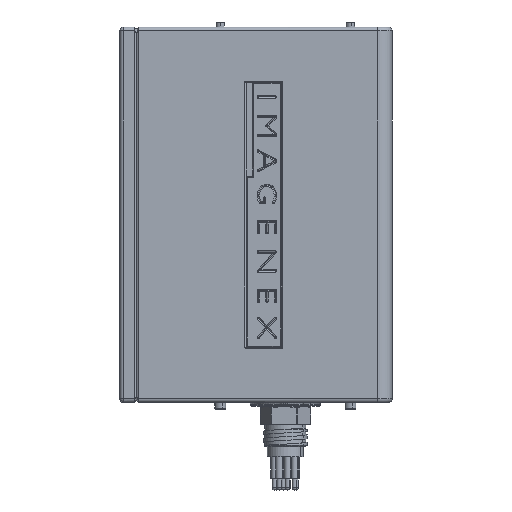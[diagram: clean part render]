
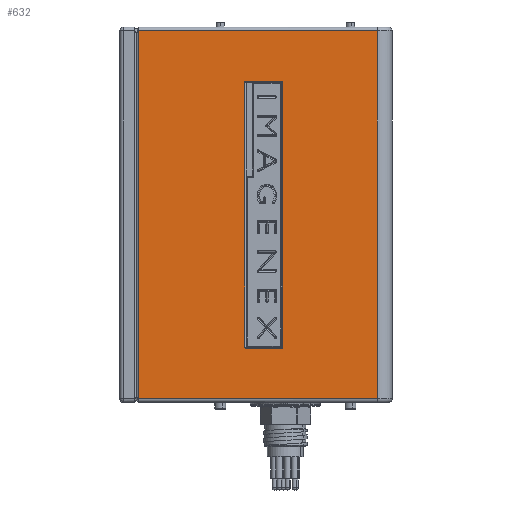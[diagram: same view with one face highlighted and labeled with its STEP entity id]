
A CAD part, left-side view. The second image highlights one B-rep face of the part: STEP entity #632.
In plain terms, the highlighted planar face has unit normal (-1, 0, 0).
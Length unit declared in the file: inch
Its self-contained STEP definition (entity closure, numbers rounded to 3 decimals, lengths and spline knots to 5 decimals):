
#438 = CARTESIAN_POINT ( 'NONE',  ( -3.625, -1.6175, -5.4575 ) ) ;
#632 = ADVANCED_FACE ( 'NONE', ( #29234, #38391 ), #36566, .F. ) ;
#921 = CARTESIAN_POINT ( 'NONE',  ( -3.625, -1.0175, -0.9375 ) ) ;
#1504 = CARTESIAN_POINT ( 'NONE',  ( -3.625, -0.9975, -5.4375 ) ) ;
#3275 = EDGE_CURVE ( 'NONE', #3921, #15468, #30986, .T. ) ;
#3333 = EDGE_LOOP ( 'NONE', ( #35607, #4074, #9360, #18984 ) ) ;
#3858 = DIRECTION ( 'NONE',  ( 0., 0., -1. ) ) ;
#3921 = VERTEX_POINT ( 'NONE', #438 ) ;
#3975 = CARTESIAN_POINT ( 'NONE',  ( -3.625, -0.9975, -0.9375 ) ) ;
#4036 = DIRECTION ( 'NONE',  ( 0., 0., 1. ) ) ;
#4074 = ORIENTED_EDGE ( 'NONE', *, *, #8090, .T. ) ;
#4457 = VECTOR ( 'NONE', #23048, 39.37008 ) ;
#4762 = CIRCLE ( 'NONE', #10647, 0.02 ) ;
#4774 = DIRECTION ( 'NONE',  ( -1., 0., 0. ) ) ;
#4997 = CARTESIAN_POINT ( 'NONE',  ( -3.625, 0., -0.9175 ) ) ;
#5129 = DIRECTION ( 'NONE',  ( 0., 1., 0. ) ) ;
#5246 = ORIENTED_EDGE ( 'NONE', *, *, #10265, .F. ) ;
#6017 = CIRCLE ( 'NONE', #14603, 0.02 ) ;
#6027 = CARTESIAN_POINT ( 'NONE',  ( -3.625, -1.6175, -0.9175 ) ) ;
#6667 = CARTESIAN_POINT ( 'NONE',  ( -3.625, 1.125, -6.312 ) ) ;
#7409 = LINE ( 'NONE', #29710, #39214 ) ;
#7623 = LINE ( 'NONE', #4997, #39439 ) ;
#7694 = CARTESIAN_POINT ( 'NONE',  ( -3.625, 0., -5.4575 ) ) ;
#7804 = VECTOR ( 'NONE', #28551, 39.37008 ) ;
#8090 = EDGE_CURVE ( 'NONE', #17870, #14967, #32208, .T. ) ;
#8185 = ORIENTED_EDGE ( 'NONE', *, *, #16337, .T. ) ;
#8669 = ORIENTED_EDGE ( 'NONE', *, *, #26035, .F. ) ;
#8858 = CARTESIAN_POINT ( 'NONE',  ( -3.625, -1.6175, -5.4375 ) ) ;
#9288 = DIRECTION ( 'NONE',  ( 1., 0., 0. ) ) ;
#9360 = ORIENTED_EDGE ( 'NONE', *, *, #14014, .T. ) ;
#9622 = EDGE_CURVE ( 'NONE', #14064, #3921, #38363, .T. ) ;
#9916 = CARTESIAN_POINT ( 'NONE',  ( -3.625, -1.6375, -0.9375 ) ) ;
#9979 = CARTESIAN_POINT ( 'NONE',  ( -3.625, -3.2475, 0. ) ) ;
#10048 = EDGE_LOOP ( 'NONE', ( #24601, #8669, #8185, #39504, #37569, #23556, #5246, #38493 ) ) ;
#10265 = EDGE_CURVE ( 'NONE', #15975, #15468, #18052, .T. ) ;
#10382 = CARTESIAN_POINT ( 'NONE',  ( -3.625, 1.125, -0.063 ) ) ;
#10647 = AXIS2_PLACEMENT_3D ( 'NONE', #27734, #9288, #30848 ) ;
#11223 = EDGE_CURVE ( 'NONE', #16439, #21281, #6017, .T. ) ;
#11259 = CARTESIAN_POINT ( 'NONE',  ( -3.625, -1.0175, -5.4575 ) ) ;
#11915 = CARTESIAN_POINT ( 'NONE',  ( -3.625, 1.125, 0. ) ) ;
#11959 = DIRECTION ( 'NONE',  ( 0., 0., 1. ) ) ;
#12974 = CARTESIAN_POINT ( 'NONE',  ( -3.625, -1.6375, -5.4375 ) ) ;
#12999 = DIRECTION ( 'NONE',  ( 0., 0., -1. ) ) ;
#13609 = VECTOR ( 'NONE', #31329, 39.37008 ) ;
#13892 = VECTOR ( 'NONE', #3858, 39.37008 ) ;
#14014 = EDGE_CURVE ( 'NONE', #14967, #20876, #39161, .T. ) ;
#14064 = VERTEX_POINT ( 'NONE', #12974 ) ;
#14524 = CARTESIAN_POINT ( 'NONE',  ( -3.625, -3.2475, -0.063 ) ) ;
#14603 = AXIS2_PLACEMENT_3D ( 'NONE', #921, #22467, #4036 ) ;
#14967 = VERTEX_POINT ( 'NONE', #20959 ) ;
#15468 = VERTEX_POINT ( 'NONE', #11259 ) ;
#15591 = AXIS2_PLACEMENT_3D ( 'NONE', #23225, #4774, #26307 ) ;
#15975 = VERTEX_POINT ( 'NONE', #1504 ) ;
#16337 = EDGE_CURVE ( 'NONE', #16938, #38636, #4762, .T. ) ;
#16439 = VERTEX_POINT ( 'NONE', #22047 ) ;
#16938 = VERTEX_POINT ( 'NONE', #6027 ) ;
#16958 = LINE ( 'NONE', #9979, #7804 ) ;
#17078 = EDGE_CURVE ( 'NONE', #21281, #15975, #21542, .T. ) ;
#17466 = VERTEX_POINT ( 'NONE', #14524 ) ;
#17870 = VERTEX_POINT ( 'NONE', #35766 ) ;
#18052 = CIRCLE ( 'NONE', #15591, 0.02 ) ;
#18075 = AXIS2_PLACEMENT_3D ( 'NONE', #11915, #30364, #39689 ) ;
#18984 = ORIENTED_EDGE ( 'NONE', *, *, #22656, .T. ) ;
#20876 = VERTEX_POINT ( 'NONE', #32287 ) ;
#20959 = CARTESIAN_POINT ( 'NONE',  ( -3.625, 0.8125, -6.312 ) ) ;
#21281 = VERTEX_POINT ( 'NONE', #3975 ) ;
#21542 = LINE ( 'NONE', #31353, #36993 ) ;
#22047 = CARTESIAN_POINT ( 'NONE',  ( -3.625, -1.0175, -0.9175 ) ) ;
#22295 = CARTESIAN_POINT ( 'NONE',  ( -3.625, 0.8125, -6.37881 ) ) ;
#22467 = DIRECTION ( 'NONE',  ( -1., 0., 0. ) ) ;
#22656 = EDGE_CURVE ( 'NONE', #20876, #17466, #16958, .T. ) ;
#23048 = DIRECTION ( 'NONE',  ( 0., 1., 0. ) ) ;
#23225 = CARTESIAN_POINT ( 'NONE',  ( -3.625, -1.0175, -5.4375 ) ) ;
#23556 = ORIENTED_EDGE ( 'NONE', *, *, #3275, .T. ) ;
#24070 = AXIS2_PLACEMENT_3D ( 'NONE', #8858, #30419, #11959 ) ;
#24601 = ORIENTED_EDGE ( 'NONE', *, *, #11223, .F. ) ;
#26035 = EDGE_CURVE ( 'NONE', #16938, #16439, #7623, .T. ) ;
#26307 = DIRECTION ( 'NONE',  ( 0., 0., 1. ) ) ;
#27734 = CARTESIAN_POINT ( 'NONE',  ( -3.625, -1.6175, -0.9375 ) ) ;
#28551 = DIRECTION ( 'NONE',  ( 0., 0., 1. ) ) ;
#28806 = DIRECTION ( 'NONE',  ( 0., 1., 0. ) ) ;
#29234 = FACE_BOUND ( 'NONE', #10048, .T. ) ;
#29675 = EDGE_CURVE ( 'NONE', #38636, #14064, #7409, .T. ) ;
#29710 = CARTESIAN_POINT ( 'NONE',  ( -3.625, -1.6375, -6.375 ) ) ;
#30364 = DIRECTION ( 'NONE',  ( 1., 0., 0. ) ) ;
#30419 = DIRECTION ( 'NONE',  ( 1., 0., 0. ) ) ;
#30848 = DIRECTION ( 'NONE',  ( 0., 0., 1. ) ) ;
#30986 = LINE ( 'NONE', #7694, #4457 ) ;
#31329 = DIRECTION ( 'NONE',  ( 0., -1., 0. ) ) ;
#31353 = CARTESIAN_POINT ( 'NONE',  ( -3.625, -0.9975, -6.375 ) ) ;
#32208 = LINE ( 'NONE', #22295, #13892 ) ;
#32287 = CARTESIAN_POINT ( 'NONE',  ( -3.625, -3.2475, -6.312 ) ) ;
#32418 = EDGE_CURVE ( 'NONE', #17466, #17870, #36124, .T. ) ;
#32787 = DIRECTION ( 'NONE',  ( 0., 0., -1. ) ) ;
#34182 = VECTOR ( 'NONE', #28806, 39.37008 ) ;
#35607 = ORIENTED_EDGE ( 'NONE', *, *, #32418, .T. ) ;
#35766 = CARTESIAN_POINT ( 'NONE',  ( -3.625, 0.8125, -0.063 ) ) ;
#36124 = LINE ( 'NONE', #10382, #34182 ) ;
#36566 = PLANE ( 'NONE',  #18075 ) ;
#36993 = VECTOR ( 'NONE', #12999, 39.37008 ) ;
#37569 = ORIENTED_EDGE ( 'NONE', *, *, #9622, .T. ) ;
#38363 = CIRCLE ( 'NONE', #24070, 0.02 ) ;
#38391 = FACE_OUTER_BOUND ( 'NONE', #3333, .T. ) ;
#38493 = ORIENTED_EDGE ( 'NONE', *, *, #17078, .F. ) ;
#38636 = VERTEX_POINT ( 'NONE', #9916 ) ;
#39161 = LINE ( 'NONE', #6667, #13609 ) ;
#39214 = VECTOR ( 'NONE', #32787, 39.37008 ) ;
#39439 = VECTOR ( 'NONE', #5129, 39.37008 ) ;
#39504 = ORIENTED_EDGE ( 'NONE', *, *, #29675, .T. ) ;
#39689 = DIRECTION ( 'NONE',  ( 0., 0., -1. ) ) ;
